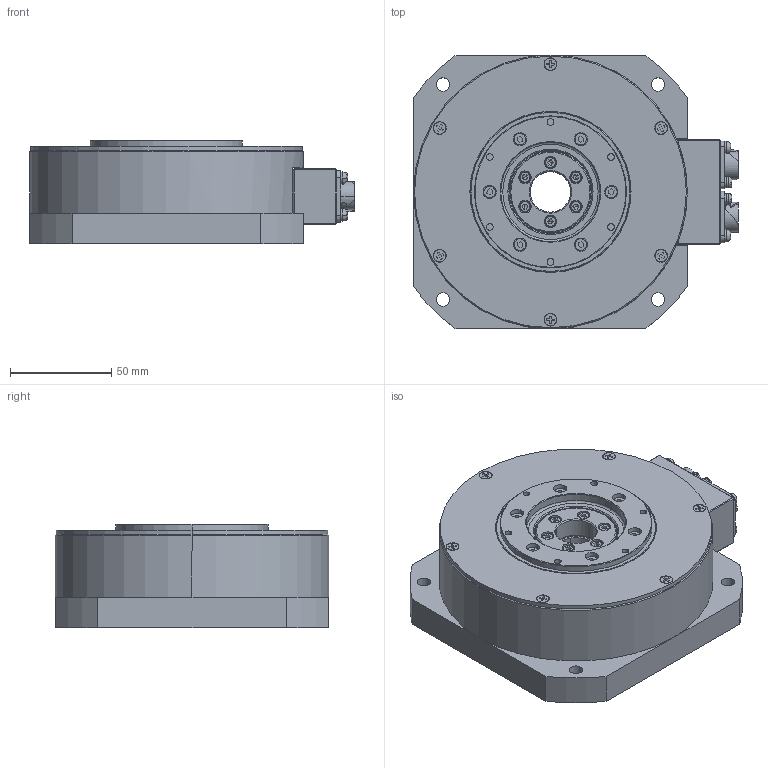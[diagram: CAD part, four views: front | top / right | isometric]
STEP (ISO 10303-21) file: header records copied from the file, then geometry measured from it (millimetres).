
FILE_DESCRIPTION (( 'STEP AP203' ), '1' );
FILE_NAME ('MDM-DFB03DN4H_Part_Cut.STEP', '2023-02-14T07:52:41', ( '' ), ( '' ), 'SwSTEP 2.0', 'SolidWorks 2021', '' );
FILE_SCHEMA (( 'CONFIG_CONTROL_DESIGN' ));
Length unit declared in the file: millimetre
Products named in the file (1): MDM-DFB03DN4H_Part_Cut
Bounding box: 160.2 x 135 x 51 mm (x, y, z)
Volume: 260343.5 mm3; surface area: 141780 mm2
Topology: 48 solids, 48 shells, 1535 faces, 3823 edges, 2403 vertices
Faces by surface type: plane 661, cylinder 620, cone 148, sphere 48, torus 30, bspline 28
Entity records: 50756 total; most frequent: CARTESIAN_POINT 13694, DIRECTION 7985, ORIENTED_EDGE 7466, EDGE_CURVE 3733, AXIS2_PLACEMENT_3D 3030, VERTEX_POINT 2399, VECTOR 1925, LINE 1925
